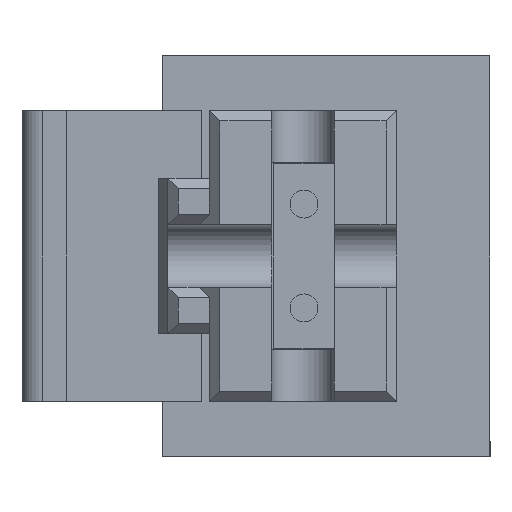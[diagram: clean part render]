
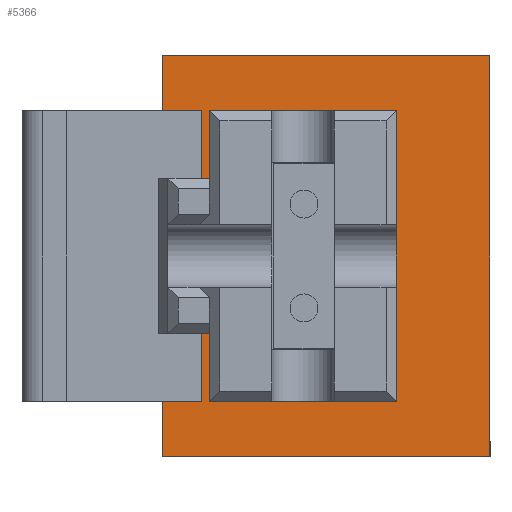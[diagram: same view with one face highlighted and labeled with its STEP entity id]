
A CAD part, left-side view. The second image highlights one B-rep face of the part: STEP entity #5366.
In plain terms, the highlighted face is planar.
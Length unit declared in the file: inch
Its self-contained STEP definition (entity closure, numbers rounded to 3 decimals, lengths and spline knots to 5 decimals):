
#1777 = CARTESIAN_POINT ( 'NONE',  ( 0.14, 0.2, 0.1125 ) ) ;
#1778 = DIRECTION ( 'NONE',  ( 1., 0., 0. ) ) ;
#1779 = VECTOR ( 'NONE', #1778, 39.37008 ) ;
#1780 = CARTESIAN_POINT ( 'NONE',  ( 0.14, 0.2, 0.1125 ) ) ;
#1781 = LINE ( 'NONE', #1780, #1779 ) ;
#1785 = CARTESIAN_POINT ( 'NONE',  ( -0.14, 0.2, 0.1125 ) ) ;
#2007 = CARTESIAN_POINT ( 'NONE',  ( 0.1925, 0.2, 0.1575 ) ) ;
#2008 = LINE ( 'NONE', #2124, #2123 ) ;
#2009 = DIRECTION ( 'NONE',  ( 1., 0., 0. ) ) ;
#2010 = VECTOR ( 'NONE', #2009, 39.37008 ) ;
#2011 = CARTESIAN_POINT ( 'NONE',  ( -0.1925, 0.2, 0.1575 ) ) ;
#2012 = LINE ( 'NONE', #2011, #2010 ) ;
#2065 = DIRECTION ( 'NONE',  ( -1., 0., 0. ) ) ;
#2066 = VECTOR ( 'NONE', #2065, 39.37008 ) ;
#2067 = CARTESIAN_POINT ( 'NONE',  ( 0.14, 0.2, -0.0675 ) ) ;
#2068 = LINE ( 'NONE', #2067, #2066 ) ;
#2069 = CARTESIAN_POINT ( 'NONE',  ( -0.14, 0.2, -0.0675 ) ) ;
#2070 = DIRECTION ( 'NONE',  ( 0., 0., 1. ) ) ;
#2071 = VECTOR ( 'NONE', #2070, 39.37008 ) ;
#2072 = CARTESIAN_POINT ( 'NONE',  ( -0.14, 0.2, -0.0675 ) ) ;
#2073 = LINE ( 'NONE', #2072, #2071 ) ;
#2074 = CARTESIAN_POINT ( 'NONE',  ( -0.1925, 0.2, 0.1575 ) ) ;
#2077 = CARTESIAN_POINT ( 'NONE',  ( -0.1925, 0.2, -0.1575 ) ) ;
#2078 = DIRECTION ( 'NONE',  ( 0., 0., 1. ) ) ;
#2079 = VECTOR ( 'NONE', #2078, 39.37008 ) ;
#2080 = CARTESIAN_POINT ( 'NONE',  ( -0.1925, 0.2, 0.1575 ) ) ;
#2081 = LINE ( 'NONE', #2080, #2079 ) ;
#2112 = CARTESIAN_POINT ( 'NONE',  ( 0.14, 0.2, -0.0675 ) ) ;
#2113 = DIRECTION ( 'NONE',  ( 0., 0., -1. ) ) ;
#2114 = VECTOR ( 'NONE', #2113, 39.37008 ) ;
#2115 = CARTESIAN_POINT ( 'NONE',  ( 0.14, 0.2, -0.0675 ) ) ;
#2116 = LINE ( 'NONE', #2115, #2114 ) ;
#2117 = DIRECTION ( 'NONE',  ( -1., 0., 0. ) ) ;
#2118 = VECTOR ( 'NONE', #2117, 39.37008 ) ;
#2119 = CARTESIAN_POINT ( 'NONE',  ( -0.1925, 0.2, -0.1575 ) ) ;
#2120 = LINE ( 'NONE', #2119, #2118 ) ;
#2121 = CARTESIAN_POINT ( 'NONE',  ( 0.1925, 0.2, -0.1575 ) ) ;
#2122 = DIRECTION ( 'NONE',  ( 0., 0., -1. ) ) ;
#2123 = VECTOR ( 'NONE', #2122, 39.37008 ) ;
#2124 = CARTESIAN_POINT ( 'NONE',  ( 0.1925, 0.2, 0.1575 ) ) ;
#2171 = DIRECTION ( 'NONE',  ( 0., 0., -1. ) ) ;
#2172 = DIRECTION ( 'NONE',  ( 0., -1., 0. ) ) ;
#2173 = CARTESIAN_POINT ( 'NONE',  ( -0.1925, 0.2, -0.1575 ) ) ;
#2174 = AXIS2_PLACEMENT_3D ( 'NONE', #2173, #2172, #2171 ) ;
#2175 = PLANE ( 'NONE',  #2174 ) ;
#2176 = FACE_BOUND ( 'NONE', #5377, .T. ) ;
#2177 = FACE_OUTER_BOUND ( 'NONE', #5367, .T. ) ;
#5319 = VERTEX_POINT ( 'NONE', #1785 ) ;
#5321 = EDGE_CURVE ( 'NONE', #5319, #5322, #1781, .T. ) ;
#5322 = VERTEX_POINT ( 'NONE', #1777 ) ;
#5366 = ADVANCED_FACE ( 'NONE', ( #2177, #2176 ), #2175, .F. ) ;
#5367 = EDGE_LOOP ( 'NONE', ( #5393, #5369, #5372, #5375 ) ) ;
#5369 = ORIENTED_EDGE ( 'NONE', *, *, #5370, .T. ) ;
#5370 = EDGE_CURVE ( 'NONE', #5396, #5371, #2012, .T. ) ;
#5371 = VERTEX_POINT ( 'NONE', #2007 ) ;
#5372 = ORIENTED_EDGE ( 'NONE', *, *, #5373, .T. ) ;
#5373 = EDGE_CURVE ( 'NONE', #5371, #5374, #2008, .T. ) ;
#5374 = VERTEX_POINT ( 'NONE', #2121 ) ;
#5375 = ORIENTED_EDGE ( 'NONE', *, *, #5376, .T. ) ;
#5376 = EDGE_CURVE ( 'NONE', #5374, #5395, #2120, .T. ) ;
#5377 = EDGE_LOOP ( 'NONE', ( #5378, #5397, #5398, #5401 ) ) ;
#5378 = ORIENTED_EDGE ( 'NONE', *, *, #5379, .F. ) ;
#5379 = EDGE_CURVE ( 'NONE', #5322, #5380, #2116, .T. ) ;
#5380 = VERTEX_POINT ( 'NONE', #2112 ) ;
#5393 = ORIENTED_EDGE ( 'NONE', *, *, #5394, .T. ) ;
#5394 = EDGE_CURVE ( 'NONE', #5395, #5396, #2081, .T. ) ;
#5395 = VERTEX_POINT ( 'NONE', #2077 ) ;
#5396 = VERTEX_POINT ( 'NONE', #2074 ) ;
#5397 = ORIENTED_EDGE ( 'NONE', *, *, #5321, .F. ) ;
#5398 = ORIENTED_EDGE ( 'NONE', *, *, #5399, .F. ) ;
#5399 = EDGE_CURVE ( 'NONE', #5400, #5319, #2073, .T. ) ;
#5400 = VERTEX_POINT ( 'NONE', #2069 ) ;
#5401 = ORIENTED_EDGE ( 'NONE', *, *, #5402, .F. ) ;
#5402 = EDGE_CURVE ( 'NONE', #5380, #5400, #2068, .T. ) ;
